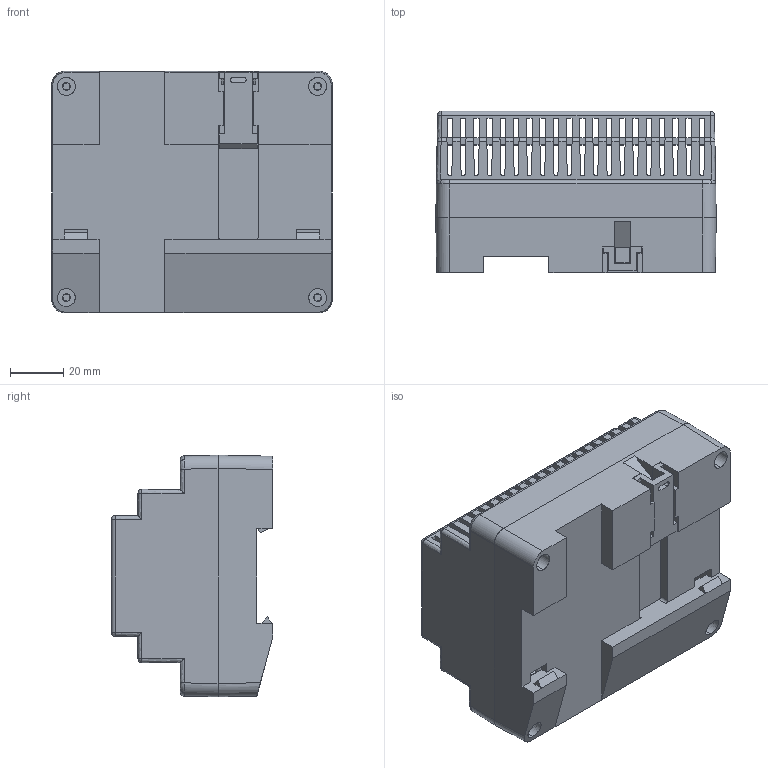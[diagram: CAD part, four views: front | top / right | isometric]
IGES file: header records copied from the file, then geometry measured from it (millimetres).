
Start section: SolidWorks IGES file using analytic representation for surfaces
Global section: file name: KM 71.IGS; native system: SolidWorks 2008; preprocessor: SolidWorks 2008; author: user; date: 090517.120156; units: millimetre
Bounding box: 105.7 x 60.8 x 91 mm (x, y, z)
Surface area: 88927.7 mm2 (no closed solid volume)
Topology: 0 solids, 0 shells, 1137 faces, 9020 edges, 9017 vertices
Faces by surface type: bspline 946, revolution 191
